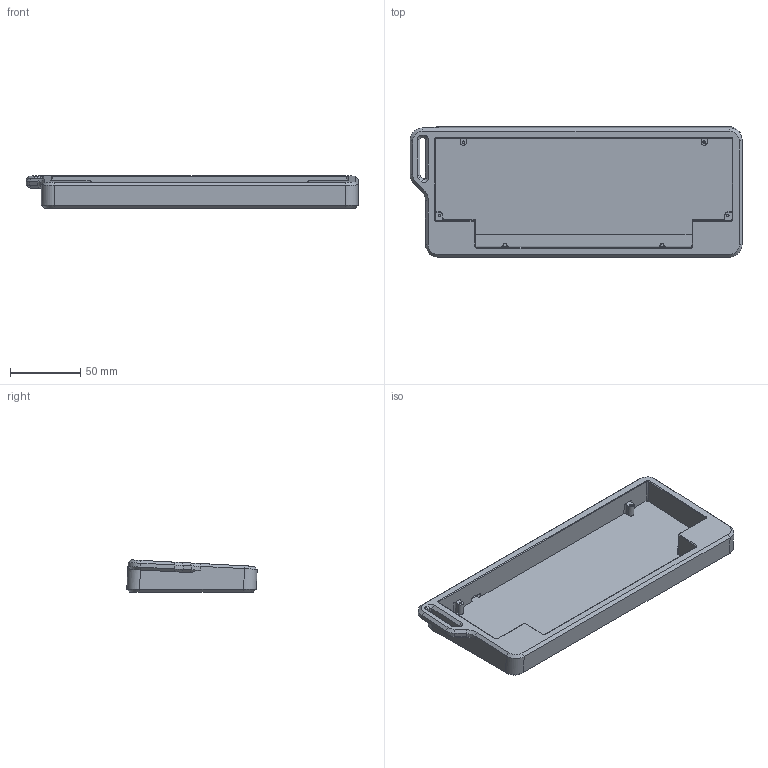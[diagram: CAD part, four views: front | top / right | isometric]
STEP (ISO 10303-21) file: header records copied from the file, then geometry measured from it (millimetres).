
FILE_DESCRIPTION(/* description */ (''),/* implementation_level */ '2;1');
FILE_NAME(/* name */ 'Vault 35 HHKB MFR2 Strap.step',/* time_stamp */ '2024-10-21T20:30:34-07:00',/* author */ (''),/* organization */ (''),/* preprocessor_version */ 'ST-DEVELOPER v20',/* originating_system */ 'Autodesk Translation Framework v13.20.0.188',/* authorisation */ '');
FILE_SCHEMA (('AUTOMOTIVE_DESIGN { 1 0 10303 214 3 1 1 }'));
Length unit declared in the file: millimetre
Products named in the file (1): Strap Vault 35 HHKB MFR2
Bounding box: 236.3 x 92.82 x 22.96 mm (x, y, z)
Volume: 149421.5 mm3; surface area: 64270.3 mm2
Topology: 1 solids, 1 shells, 168 faces, 421 edges, 259 vertices
Faces by surface type: plane 81, cylinder 49, cone 29, bspline 9
Full cylindrical faces by diameter (mm): 1.8 x4
Entity records: 5169 total; most frequent: CARTESIAN_POINT 1096, DIRECTION 846, ORIENTED_EDGE 842, EDGE_CURVE 421, AXIS2_PLACEMENT_3D 285, LINE 276, VECTOR 276, VERTEX_POINT 259
